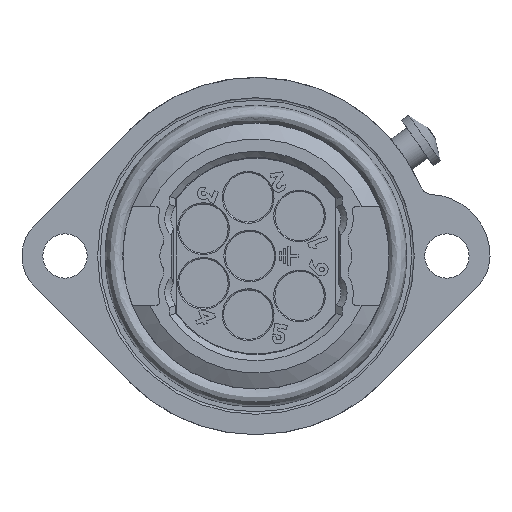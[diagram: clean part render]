
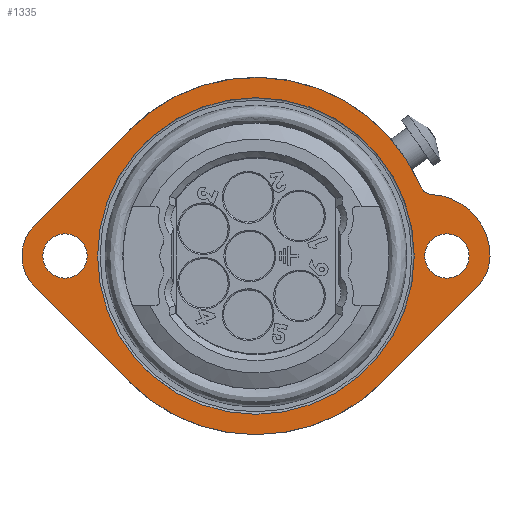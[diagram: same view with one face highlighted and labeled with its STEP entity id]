
A CAD part, left-side view. The second image highlights one B-rep face of the part: STEP entity #1335.
In plain terms, the highlighted planar face has unit normal (-1, 0, 0).
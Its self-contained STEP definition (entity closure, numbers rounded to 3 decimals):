
#791=FACE_BOUND('',#3799,.T.);
#792=FACE_BOUND('',#3800,.T.);
#793=FACE_BOUND('',#3801,.T.);
#794=FACE_BOUND('',#3802,.T.);
#988=CIRCLE('',#17623,1.8);
#992=CIRCLE('',#17629,12.85);
#994=CIRCLE('',#17633,3.5);
#999=CIRCLE('',#17644,1.8);
#1009=CIRCLE('',#17661,3.5);
#1012=CIRCLE('',#17666,14.5);
#1014=CIRCLE('',#17669,4.);
#1016=CIRCLE('',#17672,1.);
#1018=CIRCLE('',#17675,5.);
#1019=CIRCLE('',#17677,14.5);
#1335=ADVANCED_FACE('',(#791,#792,#793,#794),#2211,.T.);
#2211=PLANE('',#17678);
#3799=EDGE_LOOP('',(#5770));
#3800=EDGE_LOOP('',(#5771));
#3801=EDGE_LOOP('',(#5772));
#3802=EDGE_LOOP('',(#5773,#5774,#5775,#5776,#5777,#5778,#5779,#5780,#5781,
#5782));
#5770=ORIENTED_EDGE('',*,*,#12004,.T.);
#5771=ORIENTED_EDGE('',*,*,#11987,.T.);
#5772=ORIENTED_EDGE('',*,*,#11991,.T.);
#5773=ORIENTED_EDGE('',*,*,#12050,.T.);
#5774=ORIENTED_EDGE('',*,*,#12047,.T.);
#5775=ORIENTED_EDGE('',*,*,#12045,.T.);
#5776=ORIENTED_EDGE('',*,*,#12039,.T.);
#5777=ORIENTED_EDGE('',*,*,#12031,.T.);
#5778=ORIENTED_EDGE('',*,*,#12035,.T.);
#5779=ORIENTED_EDGE('',*,*,#12051,.T.);
#5780=ORIENTED_EDGE('',*,*,#12052,.T.);
#5781=ORIENTED_EDGE('',*,*,#11994,.T.);
#5782=ORIENTED_EDGE('',*,*,#11998,.T.);
#10220=VERTEX_POINT('',#24147);
#10224=VERTEX_POINT('',#24178);
#10227=VERTEX_POINT('',#24184);
#10228=VERTEX_POINT('',#24186);
#10230=VERTEX_POINT('',#24192);
#10236=VERTEX_POINT('',#24223);
#10257=VERTEX_POINT('',#24358);
#10258=VERTEX_POINT('',#24360);
#10260=VERTEX_POINT('',#24366);
#10261=VERTEX_POINT('',#24402);
#10265=VERTEX_POINT('',#24415);
#10267=VERTEX_POINT('',#24421);
#10268=VERTEX_POINT('',#24428);
#11987=EDGE_CURVE('',#10220,#10220,#988,.T.);
#11991=EDGE_CURVE('',#10224,#10224,#992,.T.);
#11994=EDGE_CURVE('',#10228,#10227,#14284,.T.);
#11998=EDGE_CURVE('',#10227,#10230,#994,.T.);
#12004=EDGE_CURVE('',#10236,#10236,#999,.T.);
#12031=EDGE_CURVE('',#10258,#10257,#14295,.T.);
#12035=EDGE_CURVE('',#10257,#10260,#1009,.T.);
#12039=EDGE_CURVE('',#10261,#10258,#1012,.T.);
#12045=EDGE_CURVE('',#10265,#10261,#1014,.T.);
#12047=EDGE_CURVE('',#10267,#10265,#1016,.T.);
#12050=EDGE_CURVE('',#10230,#10267,#1018,.T.);
#12051=EDGE_CURVE('',#10260,#10268,#14302,.T.);
#12052=EDGE_CURVE('',#10268,#10228,#1019,.T.);
#14284=LINE('',#24185,#16145);
#14295=LINE('',#24359,#16156);
#14302=LINE('',#24427,#16163);
#16145=VECTOR('',#19431,1.);
#16156=VECTOR('',#19498,1.);
#16163=VECTOR('',#19541,1.);
#17623=AXIS2_PLACEMENT_3D('',#24146,#19413,#19414);
#17629=AXIS2_PLACEMENT_3D('',#24177,#19425,#19426);
#17633=AXIS2_PLACEMENT_3D('',#24193,#19438,#19439);
#17644=AXIS2_PLACEMENT_3D('',#24222,#19460,#19461);
#17661=AXIS2_PLACEMENT_3D('',#24367,#19505,#19506);
#17666=AXIS2_PLACEMENT_3D('',#24401,#19515,#19516);
#17669=AXIS2_PLACEMENT_3D('',#24416,#19524,#19525);
#17672=AXIS2_PLACEMENT_3D('',#24420,#19530,#19531);
#17675=AXIS2_PLACEMENT_3D('',#24425,#19537,#19538);
#17677=AXIS2_PLACEMENT_3D('',#24429,#19542,#19543);
#17678=AXIS2_PLACEMENT_3D('',#24430,#19544,#19545);
#19413=DIRECTION('',(1.,0.,0.));
#19414=DIRECTION('',(0.,1.,0.));
#19425=DIRECTION('',(1.,0.,0.));
#19426=DIRECTION('',(0.,-1.,0.));
#19431=DIRECTION('',(0.,-0.705,0.71));
#19438=DIRECTION('',(-1.,0.,0.));
#19439=DIRECTION('',(0.,-0.71,-0.705));
#19460=DIRECTION('',(1.,0.,0.));
#19461=DIRECTION('',(0.,1.,0.));
#19498=DIRECTION('',(0.,0.705,-0.71));
#19505=DIRECTION('',(-1.,0.,0.));
#19506=DIRECTION('',(0.,0.71,0.705));
#19515=DIRECTION('',(-1.,0.,0.));
#19516=DIRECTION('',(0.,-0.918,0.397));
#19524=DIRECTION('',(1.,0.,0.));
#19525=DIRECTION('',(0.,0.891,-0.454));
#19530=DIRECTION('',(1.,0.,0.));
#19531=DIRECTION('',(0.,0.05,-0.999));
#19537=DIRECTION('',(-1.,0.,0.));
#19538=DIRECTION('',(0.,-1.,0.));
#19541=DIRECTION('',(0.,-0.705,-0.71));
#19542=DIRECTION('',(-1.,0.,0.));
#19543=DIRECTION('',(0.,0.71,-0.705));
#19544=DIRECTION('',(-1.,0.,0.));
#19545=DIRECTION('',(0.,1.,0.));
#24146=CARTESIAN_POINT('',(8.3,-15.5,0.));
#24147=CARTESIAN_POINT('',(8.3,-13.7,0.));
#24177=CARTESIAN_POINT('',(8.3,0.,0.));
#24178=CARTESIAN_POINT('',(8.3,-12.85,0.));
#24184=CARTESIAN_POINT('',(8.3,-17.984,-2.466));
#24185=CARTESIAN_POINT('',(8.3,-10.29,-10.216));
#24186=CARTESIAN_POINT('',(8.3,-10.29,-10.216));
#24192=CARTESIAN_POINT('',(8.3,-19.,0.));
#24193=CARTESIAN_POINT('',(8.3,-15.5,0.));
#24222=CARTESIAN_POINT('',(8.3,15.5,0.));
#24223=CARTESIAN_POINT('',(8.3,17.3,0.));
#24358=CARTESIAN_POINT('',(8.3,17.984,2.466));
#24359=CARTESIAN_POINT('',(8.3,10.29,10.216));
#24360=CARTESIAN_POINT('',(8.3,10.29,10.216));
#24366=CARTESIAN_POINT('',(8.3,17.984,-2.466));
#24367=CARTESIAN_POINT('',(8.3,15.5,0.));
#24401=CARTESIAN_POINT('',(8.3,0.,0.));
#24402=CARTESIAN_POINT('',(8.3,-13.305,5.763));
#24415=CARTESIAN_POINT('',(8.3,-13.411,5.539));
#24416=CARTESIAN_POINT('',(8.3,-16.976,7.353));
#24420=CARTESIAN_POINT('',(8.3,-14.302,5.992));
#24421=CARTESIAN_POINT('',(8.3,-14.252,4.994));
#24425=CARTESIAN_POINT('',(8.3,-14.,0.));
#24427=CARTESIAN_POINT('',(8.3,17.984,-2.466));
#24428=CARTESIAN_POINT('',(8.3,10.29,-10.216));
#24429=CARTESIAN_POINT('',(8.3,0.,0.));
#24430=CARTESIAN_POINT('',(8.3,-19.485,16.15));
